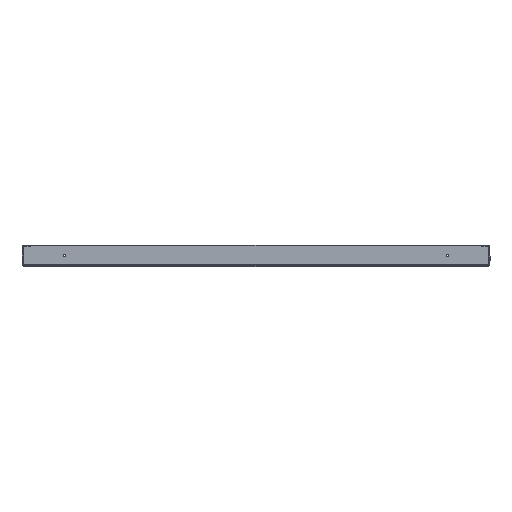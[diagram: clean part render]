
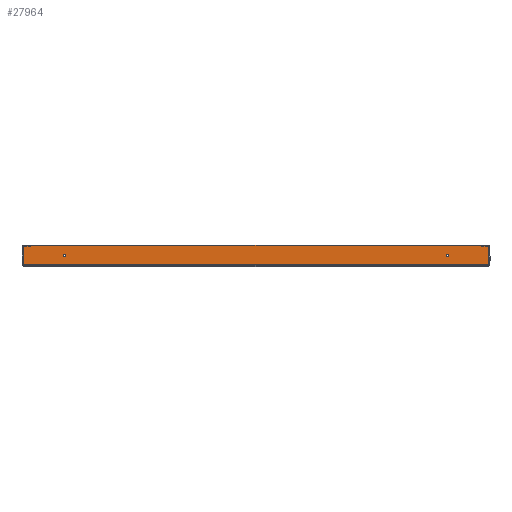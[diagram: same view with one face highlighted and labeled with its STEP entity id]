
A CAD part, front view. The second image highlights one B-rep face of the part: STEP entity #27964.
In plain terms, the highlighted planar face has unit normal (0, -1, 0).
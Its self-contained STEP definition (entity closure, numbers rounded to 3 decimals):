
#474 = AXIS2_PLACEMENT_3D ( 'NONE', #6477, #23081, #22910 ) ;
#1124 = VERTEX_POINT ( 'NONE', #13011 ) ;
#1233 = FACE_OUTER_BOUND ( 'NONE', #18760, .T. ) ;
#1465 = EDGE_CURVE ( 'NONE', #4972, #21983, #35256, .T. ) ;
#1582 = DIRECTION ( 'NONE',  ( 0., 1., 0. ) ) ;
#2028 = ORIENTED_EDGE ( 'NONE', *, *, #17770, .F. ) ;
#2074 = DIRECTION ( 'NONE',  ( -1., 0., 0. ) ) ;
#2417 = LINE ( 'NONE', #32391, #10868 ) ;
#2557 = AXIS2_PLACEMENT_3D ( 'NONE', #8154, #35091, #10866 ) ;
#2655 = EDGE_LOOP ( 'NONE', ( #3721, #33121 ) ) ;
#2824 = DIRECTION ( 'NONE',  ( 0., 0., 1. ) ) ;
#3062 = CIRCLE ( 'NONE', #11745, 1. ) ;
#3721 = ORIENTED_EDGE ( 'NONE', *, *, #19391, .T. ) ;
#4115 = FACE_BOUND ( 'NONE', #8062, .T. ) ;
#4954 = CARTESIAN_POINT ( 'NONE',  ( 546.929, -900., 3. ) ) ;
#4972 = VERTEX_POINT ( 'NONE', #11197 ) ;
#6058 = DIRECTION ( 'NONE',  ( 0., 1., 0. ) ) ;
#6070 = CARTESIAN_POINT ( 'NONE',  ( -450., -900., 23.5 ) ) ;
#6477 = CARTESIAN_POINT ( 'NONE',  ( 0., -900., 0. ) ) ;
#6516 = LINE ( 'NONE', #17533, #21595 ) ;
#6789 = DIRECTION ( 'NONE',  ( 0., 0., 1. ) ) ;
#6961 = CARTESIAN_POINT ( 'NONE',  ( 545.929, -900., 46. ) ) ;
#7379 = EDGE_CURVE ( 'NONE', #27265, #7533, #29012, .T. ) ;
#7533 = VERTEX_POINT ( 'NONE', #15456 ) ;
#8062 = EDGE_LOOP ( 'NONE', ( #27088, #15398 ) ) ;
#8154 = CARTESIAN_POINT ( 'NONE',  ( 450., -900., 23.5 ) ) ;
#9687 = EDGE_CURVE ( 'NONE', #1124, #28920, #3062, .T. ) ;
#10618 = LINE ( 'NONE', #21803, #23880 ) ;
#10866 = DIRECTION ( 'NONE',  ( 0., 0., 1. ) ) ;
#10868 = VECTOR ( 'NONE', #2074, 1000. ) ;
#11197 = CARTESIAN_POINT ( 'NONE',  ( -450., -900., 20.5 ) ) ;
#11745 = AXIS2_PLACEMENT_3D ( 'NONE', #6961, #20338, #6789 ) ;
#12310 = VERTEX_POINT ( 'NONE', #19124 ) ;
#12450 = AXIS2_PLACEMENT_3D ( 'NONE', #21776, #24308, #2824 ) ;
#12668 = EDGE_CURVE ( 'NONE', #21983, #4972, #19882, .T. ) ;
#12785 = CARTESIAN_POINT ( 'NONE',  ( -450., -900., 23.5 ) ) ;
#12975 = CIRCLE ( 'NONE', #2557, 3. ) ;
#13011 = CARTESIAN_POINT ( 'NONE',  ( 546.929, -900., 46. ) ) ;
#13966 = VERTEX_POINT ( 'NONE', #4954 ) ;
#14262 = CARTESIAN_POINT ( 'NONE',  ( -546.929, -900., 3. ) ) ;
#14797 = CARTESIAN_POINT ( 'NONE',  ( -545.929, -900., 47. ) ) ;
#15398 = ORIENTED_EDGE ( 'NONE', *, *, #1465, .T. ) ;
#15426 = CARTESIAN_POINT ( 'NONE',  ( 450., -900., 20.5 ) ) ;
#15456 = CARTESIAN_POINT ( 'NONE',  ( 450., -900., 26.5 ) ) ;
#15876 = DIRECTION ( 'NONE',  ( 0., 0., 1. ) ) ;
#16891 = AXIS2_PLACEMENT_3D ( 'NONE', #20323, #6058, #17795 ) ;
#17533 = CARTESIAN_POINT ( 'NONE',  ( 0., -900., 47. ) ) ;
#17584 = AXIS2_PLACEMENT_3D ( 'NONE', #6070, #30100, #19445 ) ;
#17770 = EDGE_CURVE ( 'NONE', #19815, #12310, #10618, .T. ) ;
#17795 = DIRECTION ( 'NONE',  ( 0., 0., 1. ) ) ;
#17901 = LINE ( 'NONE', #20423, #33167 ) ;
#18564 = CARTESIAN_POINT ( 'NONE',  ( 545.929, -900., 47. ) ) ;
#18575 = ORIENTED_EDGE ( 'NONE', *, *, #20453, .T. ) ;
#18760 = EDGE_LOOP ( 'NONE', ( #18575, #24568, #2028, #30064, #29455, #21837 ) ) ;
#19124 = CARTESIAN_POINT ( 'NONE',  ( -546.929, -900., 46. ) ) ;
#19391 = EDGE_CURVE ( 'NONE', #7533, #27265, #12975, .T. ) ;
#19445 = DIRECTION ( 'NONE',  ( 0., 0., 1. ) ) ;
#19815 = VERTEX_POINT ( 'NONE', #14262 ) ;
#19882 = CIRCLE ( 'NONE', #17584, 3. ) ;
#19977 = VERTEX_POINT ( 'NONE', #14797 ) ;
#20323 = CARTESIAN_POINT ( 'NONE',  ( 450., -900., 23.5 ) ) ;
#20338 = DIRECTION ( 'NONE',  ( 0., -1., 0. ) ) ;
#20423 = CARTESIAN_POINT ( 'NONE',  ( 546.929, -900., 0. ) ) ;
#20453 = EDGE_CURVE ( 'NONE', #28920, #19977, #6516, .T. ) ;
#20555 = EDGE_CURVE ( 'NONE', #13966, #1124, #17901, .T. ) ;
#20596 = DIRECTION ( 'NONE',  ( 0., 0., 1. ) ) ;
#20980 = CARTESIAN_POINT ( 'NONE',  ( -450., -900., 26.5 ) ) ;
#21595 = VECTOR ( 'NONE', #25840, 1000. ) ;
#21776 = CARTESIAN_POINT ( 'NONE',  ( -545.929, -900., 46. ) ) ;
#21803 = CARTESIAN_POINT ( 'NONE',  ( -546.929, -900., 0. ) ) ;
#21837 = ORIENTED_EDGE ( 'NONE', *, *, #9687, .T. ) ;
#21983 = VERTEX_POINT ( 'NONE', #20980 ) ;
#22258 = CIRCLE ( 'NONE', #12450, 1. ) ;
#22910 = DIRECTION ( 'NONE',  ( 0., 0., 1. ) ) ;
#23081 = DIRECTION ( 'NONE',  ( 0., 1., 0. ) ) ;
#23787 = EDGE_CURVE ( 'NONE', #19977, #12310, #22258, .T. ) ;
#23880 = VECTOR ( 'NONE', #15876, 1000. ) ;
#23958 = DIRECTION ( 'NONE',  ( 0., 0., 1. ) ) ;
#24308 = DIRECTION ( 'NONE',  ( 0., -1., 0. ) ) ;
#24568 = ORIENTED_EDGE ( 'NONE', *, *, #23787, .T. ) ;
#25446 = AXIS2_PLACEMENT_3D ( 'NONE', #12785, #1582, #23958 ) ;
#25840 = DIRECTION ( 'NONE',  ( -1., 0., 0. ) ) ;
#26146 = PLANE ( 'NONE',  #474 ) ;
#27043 = EDGE_CURVE ( 'NONE', #13966, #19815, #2417, .T. ) ;
#27088 = ORIENTED_EDGE ( 'NONE', *, *, #12668, .T. ) ;
#27265 = VERTEX_POINT ( 'NONE', #15426 ) ;
#27964 = ADVANCED_FACE ( 'NONE', ( #4115, #28700, #1233 ), #26146, .F. ) ;
#28700 = FACE_BOUND ( 'NONE', #2655, .T. ) ;
#28920 = VERTEX_POINT ( 'NONE', #18564 ) ;
#29012 = CIRCLE ( 'NONE', #16891, 3. ) ;
#29455 = ORIENTED_EDGE ( 'NONE', *, *, #20555, .T. ) ;
#30064 = ORIENTED_EDGE ( 'NONE', *, *, #27043, .F. ) ;
#30100 = DIRECTION ( 'NONE',  ( 0., 1., 0. ) ) ;
#32391 = CARTESIAN_POINT ( 'NONE',  ( -550., -900., 3. ) ) ;
#33121 = ORIENTED_EDGE ( 'NONE', *, *, #7379, .T. ) ;
#33167 = VECTOR ( 'NONE', #20596, 1000. ) ;
#35091 = DIRECTION ( 'NONE',  ( 0., 1., 0. ) ) ;
#35256 = CIRCLE ( 'NONE', #25446, 3. ) ;
